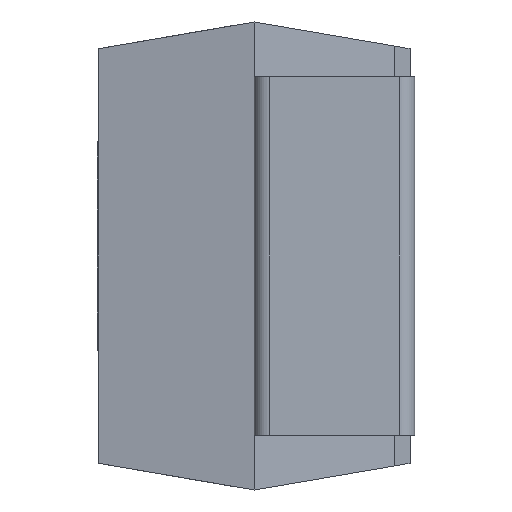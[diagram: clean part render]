
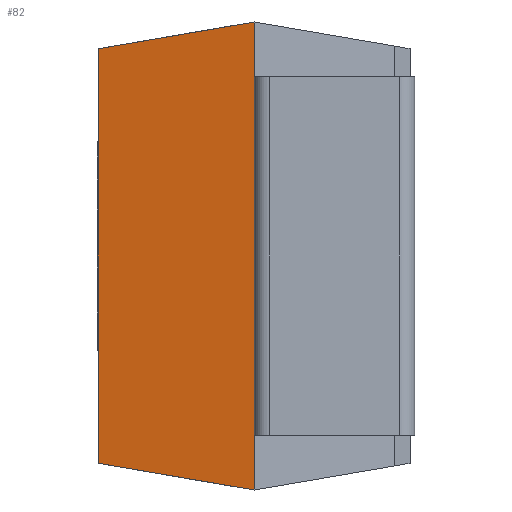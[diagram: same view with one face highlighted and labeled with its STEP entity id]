
A CAD part, left-side view. The second image highlights one B-rep face of the part: STEP entity #82.
In plain terms, the highlighted planar face has unit normal (-0.986, 0.168, 0).
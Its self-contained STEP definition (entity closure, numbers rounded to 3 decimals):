
#58 = DIRECTION ( 'NONE',  ( -0.166, -0.972, 0.167 ) ) ;
#82 = ADVANCED_FACE ( 'NONE', ( #455 ), #1704, .T. ) ;
#120 = VERTEX_POINT ( 'NONE', #3146 ) ;
#124 = VECTOR ( 'NONE', #551, 1000. ) ;
#224 = DIRECTION ( 'NONE',  ( -0.986, 0.168, 0. ) ) ;
#400 = VERTEX_POINT ( 'NONE', #2561 ) ;
#427 = ORIENTED_EDGE ( 'NONE', *, *, #1263, .F. ) ;
#455 = FACE_OUTER_BOUND ( 'NONE', #2885, .T. ) ;
#518 = VECTOR ( 'NONE', #58, 1000. ) ;
#551 = DIRECTION ( 'NONE',  ( -0.166, -0.972, -0.167 ) ) ;
#660 = VERTEX_POINT ( 'NONE', #3428 ) ;
#1025 = LINE ( 'NONE', #2215, #1914 ) ;
#1059 = DIRECTION ( 'NONE',  ( 0., 0., 1. ) ) ;
#1204 = DIRECTION ( 'NONE',  ( 0., 0., 1. ) ) ;
#1222 = EDGE_CURVE ( 'NONE', #2149, #2961, #2076, .T. ) ;
#1263 = EDGE_CURVE ( 'NONE', #400, #2961, #3039, .T. ) ;
#1647 = ORIENTED_EDGE ( 'NONE', *, *, #2929, .T. ) ;
#1676 = CARTESIAN_POINT ( 'NONE',  ( -0.166, 0.028, -3. ) ) ;
#1682 = LINE ( 'NONE', #3859, #2200 ) ;
#1704 = PLANE ( 'NONE',  #2864 ) ;
#1837 = VECTOR ( 'NONE', #3497, 1000. ) ;
#1914 = VECTOR ( 'NONE', #1059, 1000. ) ;
#2043 = ORIENTED_EDGE ( 'NONE', *, *, #2045, .T. ) ;
#2045 = EDGE_CURVE ( 'NONE', #2800, #660, #3250, .T. ) ;
#2076 = LINE ( 'NONE', #3268, #2567 ) ;
#2110 = ORIENTED_EDGE ( 'NONE', *, *, #3563, .F. ) ;
#2149 = VERTEX_POINT ( 'NONE', #3623 ) ;
#2200 = VECTOR ( 'NONE', #3577, 1000. ) ;
#2215 = CARTESIAN_POINT ( 'NONE',  ( 0., 1., -3. ) ) ;
#2270 = CARTESIAN_POINT ( 'NONE',  ( 0., 1., 0. ) ) ;
#2561 = CARTESIAN_POINT ( 'NONE',  ( 0.171, 2., -0.171 ) ) ;
#2567 = VECTOR ( 'NONE', #1204, 1000. ) ;
#2800 = VERTEX_POINT ( 'NONE', #2998 ) ;
#2864 = AXIS2_PLACEMENT_3D ( 'NONE', #1676, #224, #3462 ) ;
#2885 = EDGE_LOOP ( 'NONE', ( #2110, #2043, #1647, #2897, #3530, #427 ) ) ;
#2897 = ORIENTED_EDGE ( 'NONE', *, *, #3072, .T. ) ;
#2929 = EDGE_CURVE ( 'NONE', #660, #120, #1025, .T. ) ;
#2961 = VERTEX_POINT ( 'NONE', #2270 ) ;
#2998 = CARTESIAN_POINT ( 'NONE',  ( 0.171, 2., -2.829 ) ) ;
#3039 = LINE ( 'NONE', #3653, #518 ) ;
#3072 = EDGE_CURVE ( 'NONE', #120, #2149, #1682, .T. ) ;
#3146 = CARTESIAN_POINT ( 'NONE',  ( 0., 1., -2.65 ) ) ;
#3224 = LINE ( 'NONE', #3566, #1837 ) ;
#3250 = LINE ( 'NONE', #3507, #124 ) ;
#3268 = CARTESIAN_POINT ( 'NONE',  ( 0., 1., -3. ) ) ;
#3428 = CARTESIAN_POINT ( 'NONE',  ( 0., 1., -3. ) ) ;
#3462 = DIRECTION ( 'NONE',  ( -0.168, -0.986, 0. ) ) ;
#3497 = DIRECTION ( 'NONE',  ( 0., 0., 1. ) ) ;
#3507 = CARTESIAN_POINT ( 'NONE',  ( -0.161, 0.055, -3.162 ) ) ;
#3530 = ORIENTED_EDGE ( 'NONE', *, *, #1222, .T. ) ;
#3563 = EDGE_CURVE ( 'NONE', #2800, #400, #3224, .T. ) ;
#3566 = CARTESIAN_POINT ( 'NONE',  ( 0.171, 2., -3. ) ) ;
#3577 = DIRECTION ( 'NONE',  ( 0., 0., 1. ) ) ;
#3623 = CARTESIAN_POINT ( 'NONE',  ( 0., 1., -0.35 ) ) ;
#3653 = CARTESIAN_POINT ( 'NONE',  ( -0.078, 0.541, 0.079 ) ) ;
#3859 = CARTESIAN_POINT ( 'NONE',  ( 0., 1., -3. ) ) ;
